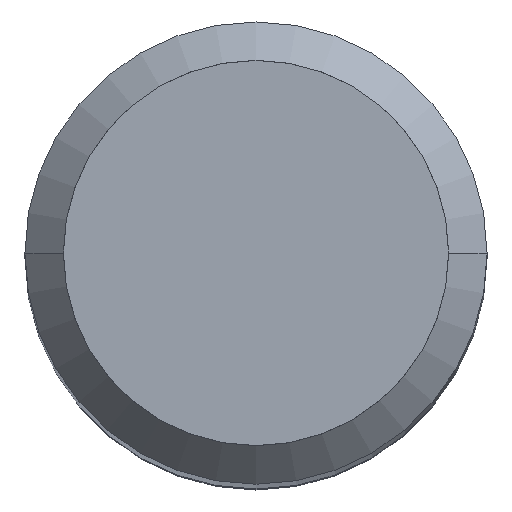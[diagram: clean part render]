
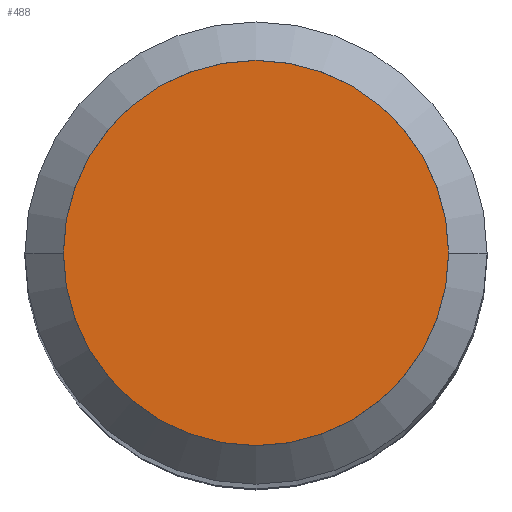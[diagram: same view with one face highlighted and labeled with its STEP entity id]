
A CAD part, top view. The second image highlights one B-rep face of the part: STEP entity #488.
In plain terms, the highlighted planar face has unit normal (0, 0, 1).
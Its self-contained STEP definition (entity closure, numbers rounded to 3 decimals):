
#440=CARTESIAN_POINT('',(2.5,-0.,-0.));
#441=VERTEX_POINT('',#440);
#448=CARTESIAN_POINT('',(-2.5,0.,-0.));
#449=VERTEX_POINT('',#448);
#450=CARTESIAN_POINT('',(0.,0.,-0.));
#451=DIRECTION('',(0.,-0.,1.));
#452=DIRECTION('',(-1.,0.,0.));
#453=AXIS2_PLACEMENT_3D('',#450,#451,#452);
#454=CIRCLE('',#453,2.5);
#455=EDGE_CURVE('',#449,#441,#454,.T.);
#473=CARTESIAN_POINT('',(0.,2.5,-0.));
#474=DIRECTION('',(0.,0.,-1.));
#475=DIRECTION('',(0.,-1.,0.));
#476=AXIS2_PLACEMENT_3D('',#473,#474,#475);
#477=PLANE('',#476);
#478=CARTESIAN_POINT('',(0.,0.,-0.));
#479=DIRECTION('',(0.,-0.,1.));
#480=DIRECTION('',(-1.,0.,0.));
#481=AXIS2_PLACEMENT_3D('',#478,#479,#480);
#482=CIRCLE('',#481,2.5);
#483=EDGE_CURVE('',#441,#449,#482,.T.);
#484=ORIENTED_EDGE('',*,*,#483,.T.);
#485=ORIENTED_EDGE('',*,*,#455,.T.);
#486=EDGE_LOOP('',(#484,#485));
#487=FACE_BOUND('',#486,.T.);
#488=ADVANCED_FACE('',(#487),#477,.F.);
